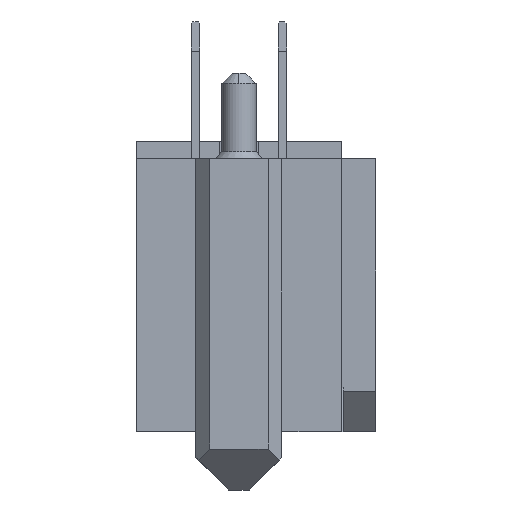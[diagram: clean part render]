
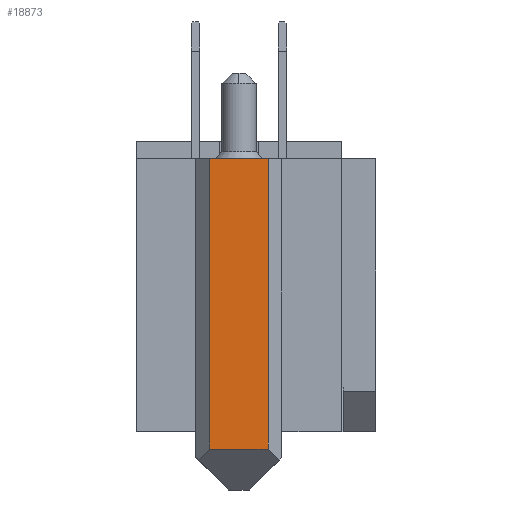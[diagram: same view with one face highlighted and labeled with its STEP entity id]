
A CAD part, front view. The second image highlights one B-rep face of the part: STEP entity #18873.
In plain terms, the highlighted planar face has unit normal (0, -1, 0).
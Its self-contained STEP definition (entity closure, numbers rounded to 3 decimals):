
#9664=DIRECTION('',(1.,0.,0.));
#9665=VECTOR('',#9664,1.705);
#9666=CARTESIAN_POINT('',(1.648,-2.02,-9.1));
#9667=LINE('',#9666,#9665);
#9706=DIRECTION('',(-0.002,0.,1.));
#9707=VECTOR('',#9706,8.5);
#9708=CARTESIAN_POINT('',(1.648,-2.02,-9.1));
#9709=LINE('',#9708,#9707);
#9713=DIRECTION('',(1.,0.,0.));
#9714=VECTOR('',#9713,1.738);
#9715=CARTESIAN_POINT('',(1.631,-2.02,-0.6));
#9716=LINE('',#9715,#9714);
#9720=DIRECTION('',(-0.002,0.,-1.));
#9721=VECTOR('',#9720,8.5);
#9722=CARTESIAN_POINT('',(3.369,-2.02,-0.6));
#9723=LINE('',#9722,#9721);
#12502=CARTESIAN_POINT('',(3.369,-2.02,-0.6));
#12503=VERTEX_POINT('',#12502);
#12504=CARTESIAN_POINT('',(1.631,-2.02,-0.6));
#12505=VERTEX_POINT('',#12504);
#12962=CARTESIAN_POINT('',(3.352,-2.02,-9.1));
#12963=VERTEX_POINT('',#12962);
#12968=CARTESIAN_POINT('',(1.648,-2.02,-9.1));
#12969=VERTEX_POINT('',#12968);
#18862=CARTESIAN_POINT('',(0.,-2.02,0.));
#18863=DIRECTION('',(0.,1.,0.));
#18864=DIRECTION('',(-1.,0.,0.));
#18865=AXIS2_PLACEMENT_3D('',#18862,#18863,#18864);
#18866=PLANE('',#18865);
#18867=ORIENTED_EDGE('',*,*,#18802,.F.);
#18868=ORIENTED_EDGE('',*,*,#18850,.T.);
#18869=ORIENTED_EDGE('',*,*,#14399,.T.);
#18870=ORIENTED_EDGE('',*,*,#18778,.T.);
#18871=EDGE_LOOP('',(#18867,#18868,#18869,#18870));
#18872=FACE_OUTER_BOUND('',#18871,.F.);
#14399=EDGE_CURVE('',#12505,#12503,#9716,.T.);
#18778=EDGE_CURVE('',#12503,#12963,#9723,.T.);
#18802=EDGE_CURVE('',#12969,#12963,#9667,.T.);
#18850=EDGE_CURVE('',#12969,#12505,#9709,.T.);
#18873=ADVANCED_FACE('',(#18872),#18866,.F.);
